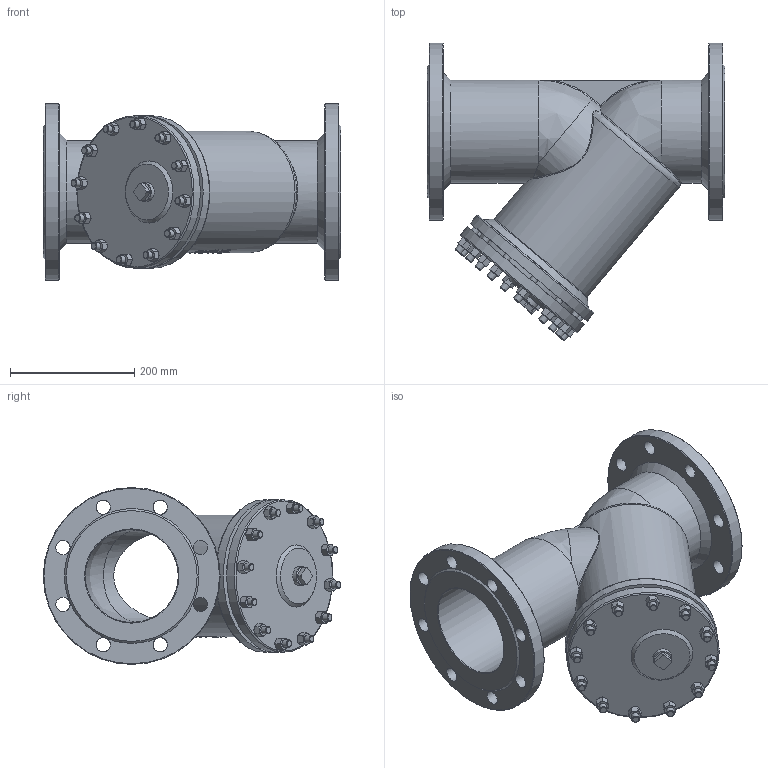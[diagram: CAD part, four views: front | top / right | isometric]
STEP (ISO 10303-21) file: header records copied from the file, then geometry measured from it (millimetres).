
FILE_DESCRIPTION(/* description */ (''),/* implementation_level */ '2;1');
FILE_NAME(/* name */ 'DN150_3D_STEP.stp',/* time_stamp */ '2025-12-18T21:22:37+03:00',/* author */ ('igorr'),/* organization */ (''),/* preprocessor_version */ 'ST-DEVELOPER v20',/* originating_system */ 'Autodesk Inventor 2025',/* authorisation */ '');
FILE_SCHEMA (('AUTOMOTIVE_DESIGN { 1 0 10303 214 3 1 1 }'));
Length unit declared in the file: millimetre
Products named in the file (3): Сборка; Деталь1; ANSI B18.2.4.2M - M12x1,75
Assembly tree (13 placements, depth 2):
  Сборка
    Деталь1
    ANSI B18.2.4.2M - M12x1,75  x12
Bounding box: 480 x 479.33 x 285 mm (x, y, z)
Volume: 10255139 mm3; surface area: 948627.1 mm2
Topology: 13 solids, 13 shells, 509 faces, 1218 edges, 737 vertices
Faces by surface type: cone 190, plane 170, cylinder 96, bspline 38, torus 15
Full cylindrical faces by diameter (mm): 10.106 x12, 12 x24, 23 x16, 30 x1, 150 x4, 166 x2, 196 x2, 246 x2, 285 x2
Entity records: 9915 total; most frequent: CARTESIAN_POINT 3156, DIRECTION 1374, ORIENTED_EDGE 1316, EDGE_CURVE 658, AXIS2_PLACEMENT_3D 594, VERTEX_POINT 418, EDGE_LOOP 328, CIRCLE 273
